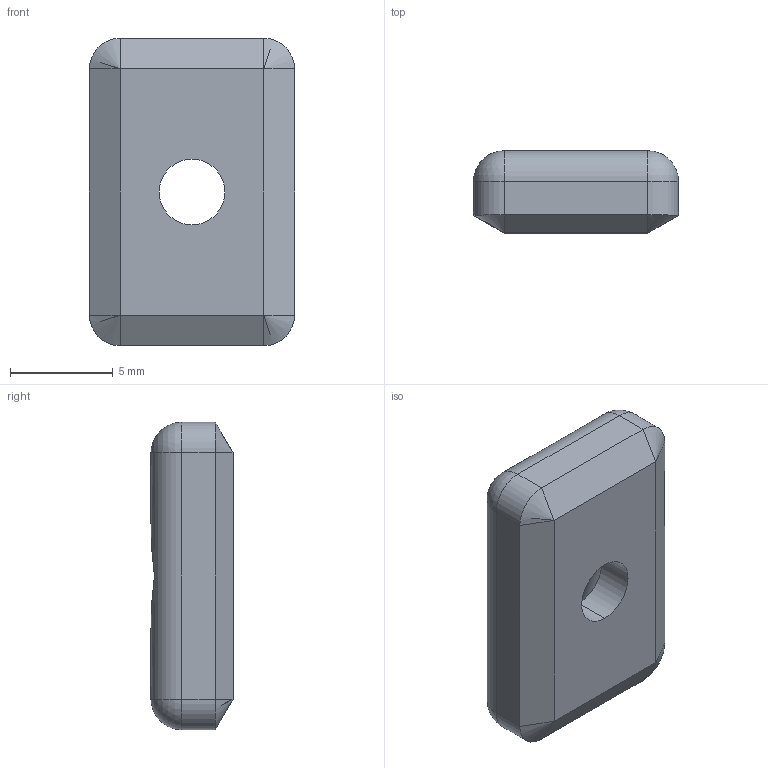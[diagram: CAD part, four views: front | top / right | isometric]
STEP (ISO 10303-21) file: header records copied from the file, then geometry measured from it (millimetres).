
FILE_DESCRIPTION (( 'STEP AP214' ), '1' );
FILE_NAME ('beltClamp.STEP', '2025-09-18T19:08:14', ( '' ), ( '' ), 'SwSTEP 2.0', 'SolidWorks 2024', '' );
FILE_SCHEMA (( 'AUTOMOTIVE_DESIGN' ));
Length unit declared in the file: millimetre
Products named in the file (1): beltClamp
Bounding box: 10 x 4 x 15 mm (x, y, z)
Volume: 457.1 mm3; surface area: 456.3 mm2
Topology: 1 solids, 1 shells, 42 faces, 98 edges, 50 vertices
Faces by surface type: plane 18, cylinder 16, sphere 4, cone 4
Entity records: 1583 total; most frequent: CARTESIAN_POINT 213, DIRECTION 186, ORIENTED_EDGE 180, EDGE_CURVE 90, AXIS2_PLACEMENT_3D 63, VECTOR 60, LINE 60, VERTEX_POINT 50
